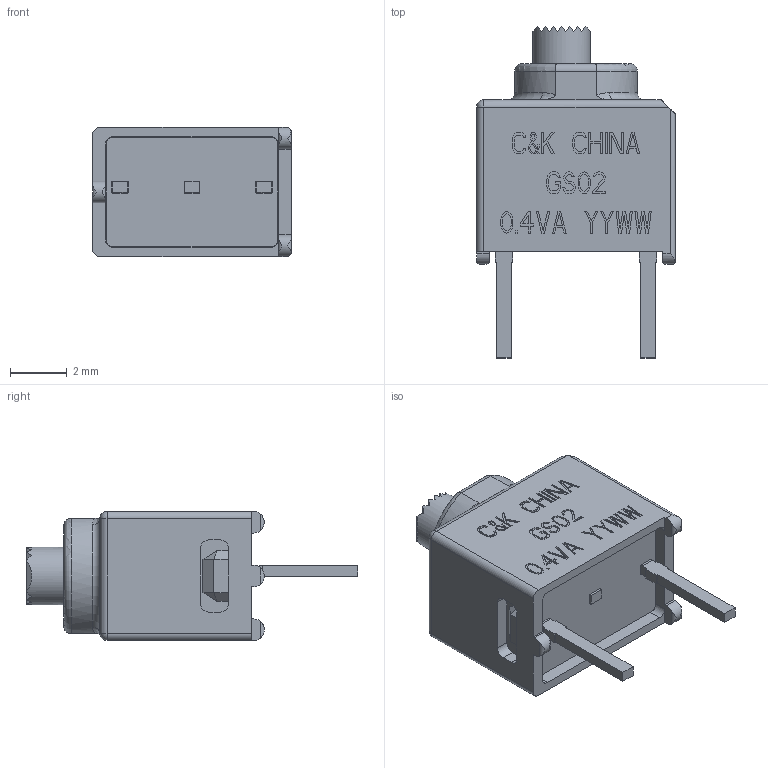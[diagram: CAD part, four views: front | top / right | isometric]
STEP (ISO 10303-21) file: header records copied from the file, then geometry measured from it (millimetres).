
FILE_DESCRIPTION( ( 'STEP AP214' ), ' ' );
FILE_NAME( 'psolqas13562619311.stp', '2017-09-21T11:56:26', ( '' ), ( '' ), ' ', 'PARTsolutions', ' ' );
FILE_SCHEMA( ( 'AUTOMOTIVE_DESIGN { 1 0 10303 214 1 1 1 1 }' ) );
Length unit declared in the file: metre
Products named in the file (1): 1
Bounding box: 7.01 x 11.7 x 4.55 mm (x, y, z)
Volume: 120.7 mm3; surface area: 483.4 mm2
Topology: 1 solids, 1 shells, 822 faces, 2314 edges, 1532 vertices
Faces by surface type: plane 733, cylinder 71, bspline 8, torus 8, sphere 2
Full cylindrical faces by diameter (mm): 1.194 x1, 2.032 x1, 2.159 x1
Entity records: 26624 total; most frequent: CARTESIAN_POINT 5423, ORIENTED_EDGE 4616, DIRECTION 3993, EDGE_CURVE 2308, LINE 2095, VECTOR 2095, VERTEX_POINT 1531, AXIS2_PLACEMENT_3D 949
